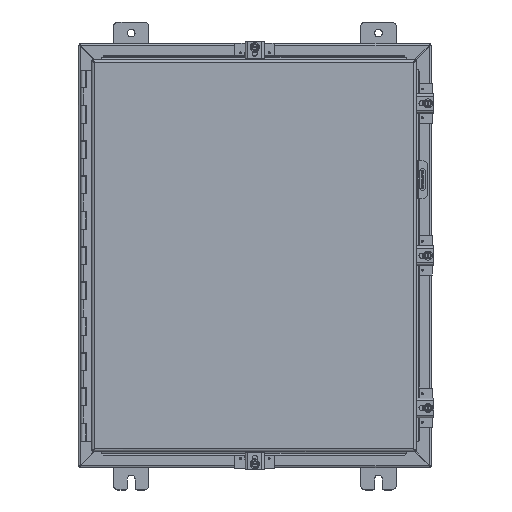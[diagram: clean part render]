
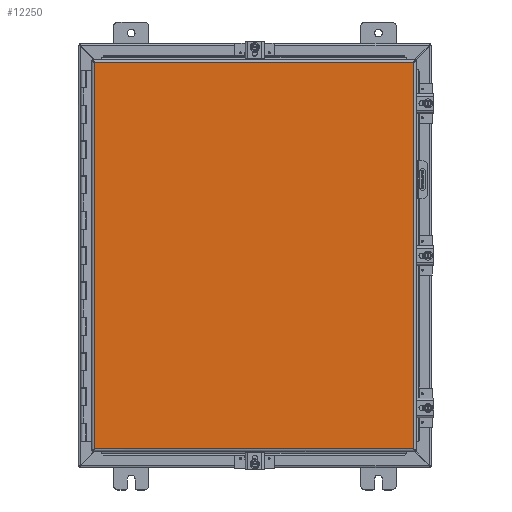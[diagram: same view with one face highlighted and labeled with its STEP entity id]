
A CAD part, top view. The second image highlights one B-rep face of the part: STEP entity #12250.
In plain terms, the highlighted face is planar.
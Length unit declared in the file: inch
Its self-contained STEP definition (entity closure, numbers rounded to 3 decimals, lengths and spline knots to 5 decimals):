
#1325=PLANE('',#13005);
#1868=FACE_OUTER_BOUND('',#2576,.T.);
#2576=EDGE_LOOP('',(#9933,#9934,#9935,#9936));
#3445=LINE('',#20580,#4532);
#3451=LINE('',#20701,#4538);
#3461=LINE('',#20854,#4548);
#3464=LINE('',#20887,#4551);
#4532=VECTOR('',#14913,18.0695);
#4538=VECTOR('',#14927,18.0695);
#4548=VECTOR('',#14949,21.882);
#4551=VECTOR('',#14958,21.882);
#5974=VERTEX_POINT('',#20571);
#5975=VERTEX_POINT('',#20579);
#5978=VERTEX_POINT('',#20649);
#5979=VERTEX_POINT('',#20693);
#7384=EDGE_CURVE('',#5975,#5974,#3445,.T.);
#7397=EDGE_CURVE('',#5978,#5979,#3451,.T.);
#7414=EDGE_CURVE('',#5974,#5978,#3461,.T.);
#7418=EDGE_CURVE('',#5979,#5975,#3464,.T.);
#9933=ORIENTED_EDGE('',*,*,#7414,.T.);
#9934=ORIENTED_EDGE('',*,*,#7397,.T.);
#9935=ORIENTED_EDGE('',*,*,#7418,.T.);
#9936=ORIENTED_EDGE('',*,*,#7384,.T.);
#12250=ADVANCED_FACE('',(#1868),#1325,.F.);
#13005=AXIS2_PLACEMENT_3D('',#20967,#14972,#14973);
#14913=DIRECTION('',(-1.,0.,0.));
#14927=DIRECTION('',(1.,0.,0.));
#14949=DIRECTION('',(0.,1.,0.));
#14958=DIRECTION('',(0.,-1.,0.));
#14972=DIRECTION('center_axis',(0.,0.,1.));
#14973=DIRECTION('ref_axis',(1.,0.,0.));
#20571=CARTESIAN_POINT('',(-9.03475,-10.941,0.));
#20579=CARTESIAN_POINT('',(9.03475,-10.941,0.));
#20580=CARTESIAN_POINT('',(4.51738,-10.941,0.));
#20649=CARTESIAN_POINT('',(-9.03475,10.941,0.));
#20693=CARTESIAN_POINT('',(9.03475,10.941,0.));
#20701=CARTESIAN_POINT('',(-4.59375,10.941,0.));
#20854=CARTESIAN_POINT('',(-9.03475,-5.4705,0.));
#20887=CARTESIAN_POINT('',(9.03475,5.4705,0.));
#20967=CARTESIAN_POINT('Origin',(0.,0.,
0.));
